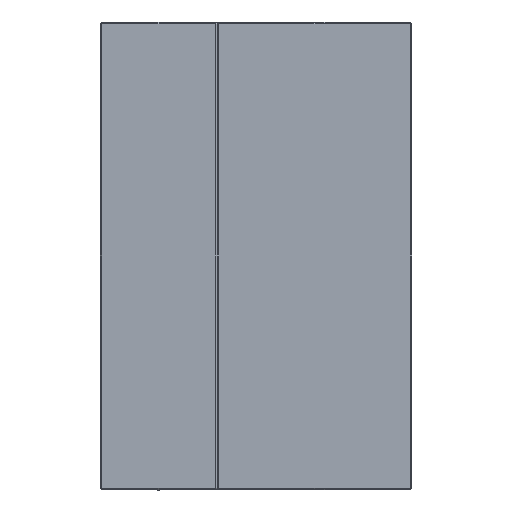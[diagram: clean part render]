
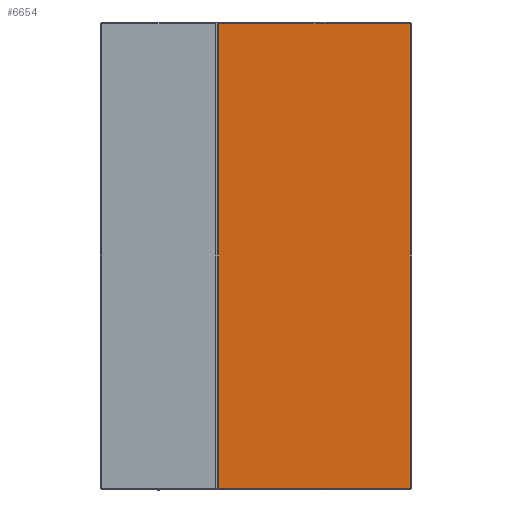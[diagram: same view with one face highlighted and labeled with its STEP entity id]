
A CAD part, left-side view. The second image highlights one B-rep face of the part: STEP entity #6654.
In plain terms, the highlighted planar face has unit normal (-1, 0, 0).
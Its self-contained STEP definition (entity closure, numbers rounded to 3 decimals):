
#187=PLANE('',#7091);
#503=FACE_OUTER_BOUND('',#889,.T.);
#889=EDGE_LOOP('',(#5622,#5623,#5624,#5625));
#1870=LINE('',#22772,#2257);
#1884=LINE('',#22801,#2271);
#1886=LINE('',#22805,#2273);
#1887=LINE('',#22807,#2274);
#2257=VECTOR('',#8143,10.);
#2271=VECTOR('',#8185,10.);
#2273=VECTOR('',#8191,10.);
#2274=VECTOR('',#8194,10.);
#2888=VERTEX_POINT('',#22735);
#2890=VERTEX_POINT('',#22744);
#2891=VERTEX_POINT('',#22749);
#2894=VERTEX_POINT('',#22767);
#3849=EDGE_CURVE('',#2894,#2890,#1870,.T.);
#3863=EDGE_CURVE('',#2891,#2894,#1884,.T.);
#3865=EDGE_CURVE('',#2888,#2891,#1886,.T.);
#3866=EDGE_CURVE('',#2890,#2888,#1887,.T.);
#5622=ORIENTED_EDGE('',*,*,#3849,.F.);
#5623=ORIENTED_EDGE('',*,*,#3863,.F.);
#5624=ORIENTED_EDGE('',*,*,#3865,.F.);
#5625=ORIENTED_EDGE('',*,*,#3866,.F.);
#6654=ADVANCED_FACE('',(#503),#187,.T.);
#7091=AXIS2_PLACEMENT_3D('',#22810,#8199,#8200);
#8143=DIRECTION('',(0.,1.,0.));
#8185=DIRECTION('',(0.,0.,-1.));
#8191=DIRECTION('',(0.,-1.,0.));
#8194=DIRECTION('',(0.,0.,1.));
#8199=DIRECTION('center_axis',(-1.,0.,0.));
#8200=DIRECTION('ref_axis',(0.,-1.,0.));
#22735=CARTESIAN_POINT('',(100.,-15.2,59.8));
#22744=CARTESIAN_POINT('',(100.,-15.2,0.2));
#22749=CARTESIAN_POINT('',(100.,-39.8,59.8));
#22767=CARTESIAN_POINT('',(100.,-39.8,0.2));
#22772=CARTESIAN_POINT('',(100.,-17.5,0.2));
#22801=CARTESIAN_POINT('',(100.,-39.8,0.));
#22805=CARTESIAN_POINT('',(100.,-17.5,59.8));
#22807=CARTESIAN_POINT('',(100.,-15.2,0.));
#22810=CARTESIAN_POINT('Origin',(100.,-15.,0.));
